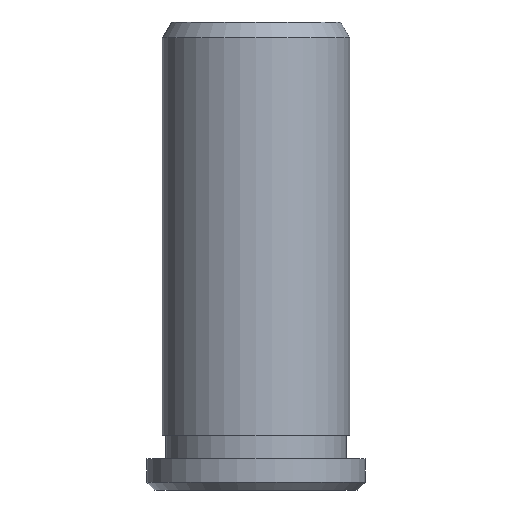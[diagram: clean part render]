
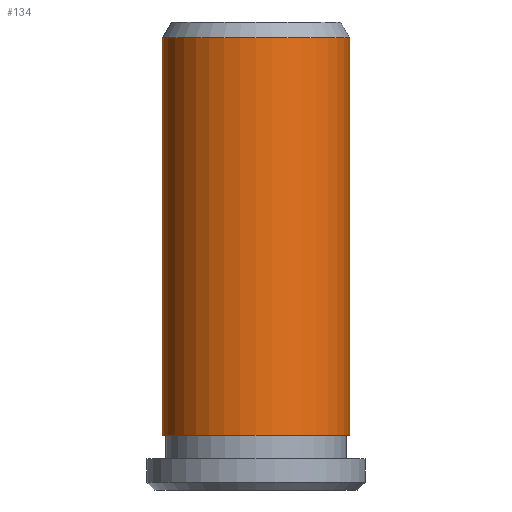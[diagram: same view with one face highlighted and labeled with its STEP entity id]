
A CAD part, left-side view. The second image highlights one B-rep face of the part: STEP entity #134.
In plain terms, the highlighted cylindrical face has radius 6 mm (diameter 12 mm), a partial arc.
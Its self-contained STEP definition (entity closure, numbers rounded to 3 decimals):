
#122=VERTEX_POINT('NONE',#299);
#134=ADVANCED_FACE('NONE',(#313),#314,.T.);
#140=EDGE_CURVE('NONE',#170,#226,#321,.T.);
#160=EDGE_CURVE('NONE',#122,#226,#345,.T.);
#164=EDGE_CURVE('NONE',#200,#122,#349,.T.);
#170=VERTEX_POINT('NONE',#355);
#200=VERTEX_POINT('NONE',#386);
#226=VERTEX_POINT('NONE',#415);
#238=EDGE_CURVE('NONE',#200,#170,#427,.T.);
#299=CARTESIAN_POINT('',(0.0,-6.0,3.5));
#313=FACE_OUTER_BOUND('',#506,.T.);
#314=CYLINDRICAL_SURFACE('',#507,6.0);
#321=LINE('',#517,#518);
#345=CIRCLE('',#548,6.0);
#349=LINE('',#553,#554);
#355=CARTESIAN_POINT('',(0.,6.,29.0));
#386=CARTESIAN_POINT('',(0.0,-6.,29.0));
#415=CARTESIAN_POINT('',(0.,6.0,3.5));
#427=CIRCLE('',#654,6.);
#506=EDGE_LOOP('',(#739,#740,#741,#742));
#507=AXIS2_PLACEMENT_3D('',#743,#744,#745);
#517=CARTESIAN_POINT('',(0.,6.0,-1.136));
#518=VECTOR('',#755,1000.0);
#548=AXIS2_PLACEMENT_3D('',#793,#794,#795);
#553=CARTESIAN_POINT('',(0.0,-6.0,-1.136));
#554=VECTOR('',#796,1000.0);
#654=AXIS2_PLACEMENT_3D('',#872,#873,#874);
#739=ORIENTED_EDGE('',*,*,#238,.T.);
#740=ORIENTED_EDGE('',*,*,#140,.T.);
#741=ORIENTED_EDGE('',*,*,#160,.F.);
#742=ORIENTED_EDGE('',*,*,#164,.F.);
#743=CARTESIAN_POINT('',(0.0,0.0,-1.136));
#744=DIRECTION('',(0.0,-0.0,-1.0));
#745=DIRECTION('',(0.0,-1.0,0.0));
#755=DIRECTION('',(0.0,0.0,-1.0));
#793=CARTESIAN_POINT('',(0.0,0.0,3.5));
#794=DIRECTION('',(0.0,0.0,-1.0));
#795=DIRECTION('',(0.0,-1.0,0.0));
#796=DIRECTION('',(0.0,0.0,-1.0));
#872=CARTESIAN_POINT('',(0.0,0.0,29.0));
#873=DIRECTION('',(0.0,0.0,-1.0));
#874=DIRECTION('',(0.0,-1.0,0.0));
